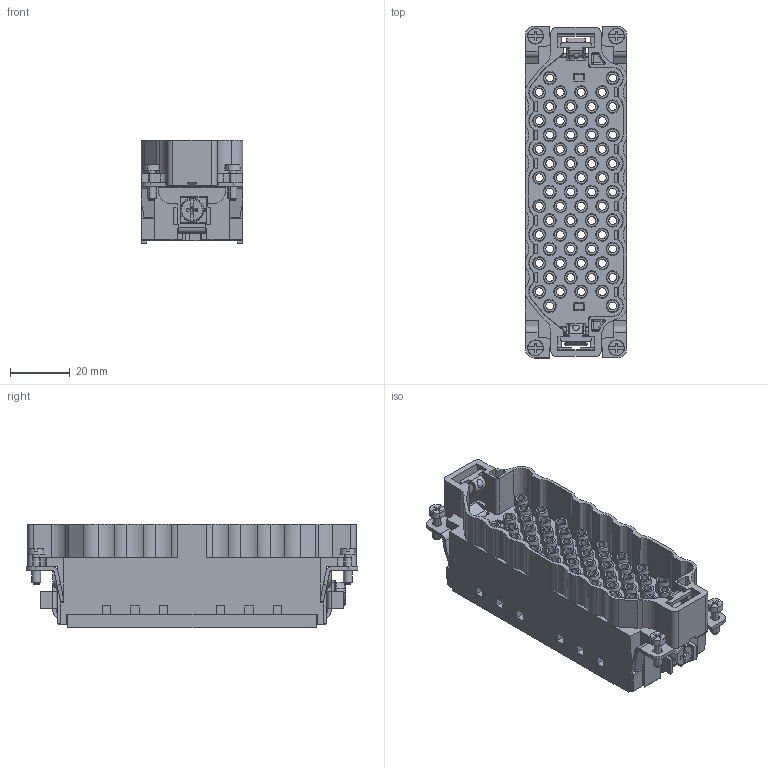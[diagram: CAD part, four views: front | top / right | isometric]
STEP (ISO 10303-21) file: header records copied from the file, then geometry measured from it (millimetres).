
FILE_DESCRIPTION(('CATIA V5 STEP Exchange','CAx-IF Rec.Pracs.--- Model Styling and Organization---1.4--- 2014-01-23'),'2;1');
FILE_NAME ('1223109-6_0', '2020-09-16T15:47:21+00:00', ('none'), ('Weidmueller'), 'CATIA Version 5-6 Release 2016 SP3 HF44', 'CATIA V5 STEP AP214', 'none');
FILE_SCHEMA(('AUTOMOTIVE_DESIGN { 1 0 10303 214 1 1 1 1 }'));
Products named in the file (1): 2729580000
Bounding box: 33.9 x 110.7 x 34.65 mm (x, y, z)
Volume: 43425.3 mm3; surface area: 55420.6 mm2
Topology: 10 solids, 10 shells, 2700 faces, 7465 edges, 4910 vertices
Faces by surface type: plane 1052, cylinder 906, cone 509, torus 179, extrusion 24, bspline 20, sphere 10
Entity records: 83608 total; most frequent: CARTESIAN_POINT 18509, ORIENTED_EDGE 14910, DIRECTION 10612, EDGE_CURVE 7455, VERTEX_POINT 4910, AXIS2_PLACEMENT_3D 4886, VECTOR 3744, LINE 3720
